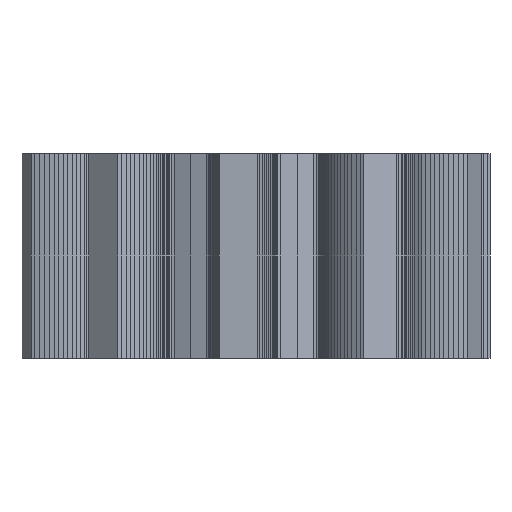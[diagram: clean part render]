
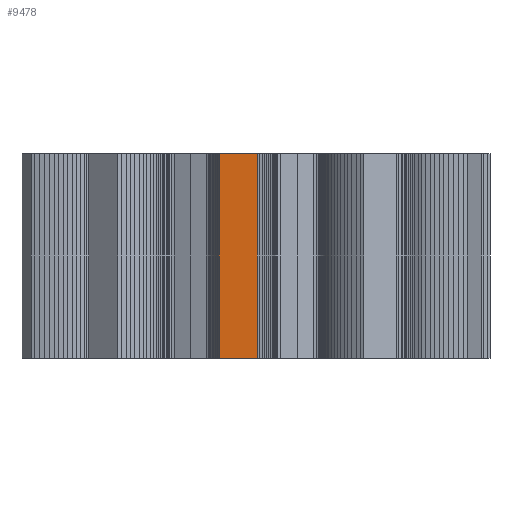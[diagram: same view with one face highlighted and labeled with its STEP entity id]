
A CAD part, front view. The second image highlights one B-rep face of the part: STEP entity #9478.
In plain terms, the highlighted planar face has unit normal (-0.075, -0.997, 0).
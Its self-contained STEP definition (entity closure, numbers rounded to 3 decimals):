
#405=PLANE('',#9961);
#862=FACE_OUTER_BOUND('',#1323,.T.);
#1323=EDGE_LOOP('',(#8814,#8815,#8816,#8817));
#1460=LINE('',#12466,#2813);
#2226=LINE('',#13999,#3579);
#2676=LINE('',#14897,#4029);
#2677=LINE('',#14899,#4030);
#2813=VECTOR('',#10122,10.);
#3579=VECTOR('',#10890,10.);
#4029=VECTOR('',#12106,10.);
#4030=VECTOR('',#12109,10.);
#4176=VERTEX_POINT('',#12463);
#4177=VERTEX_POINT('',#12465);
#4942=VERTEX_POINT('',#13996);
#4943=VERTEX_POINT('',#13998);
#5084=EDGE_CURVE('',#4176,#4177,#1460,.T.);
#5850=EDGE_CURVE('',#4943,#4942,#2226,.T.);
#6300=EDGE_CURVE('',#4942,#4177,#2676,.T.);
#6301=EDGE_CURVE('',#4943,#4176,#2677,.T.);
#8814=ORIENTED_EDGE('',*,*,#5850,.T.);
#8815=ORIENTED_EDGE('',*,*,#6300,.T.);
#8816=ORIENTED_EDGE('',*,*,#5084,.F.);
#8817=ORIENTED_EDGE('',*,*,#6301,.F.);
#9478=ADVANCED_FACE('',(#862),#405,.T.);
#9961=AXIS2_PLACEMENT_3D('',#14898,#12107,#12108);
#10122=DIRECTION('',(0.997,-0.075,0.));
#10890=DIRECTION('',(0.997,-0.075,0.));
#12106=DIRECTION('',(0.,0.,1.));
#12107=DIRECTION('center_axis',(-0.075,-0.997,
0.));
#12108=DIRECTION('ref_axis',(0.997,-0.075,0.));
#12109=DIRECTION('',(0.,0.,1.));
#12463=CARTESIAN_POINT('',(9.77,0.14,10.));
#12465=CARTESIAN_POINT('',(11.623,0.,10.));
#12466=CARTESIAN_POINT('',(9.77,0.14,10.));
#13996=CARTESIAN_POINT('',(11.623,0.,0.));
#13998=CARTESIAN_POINT('',(9.77,0.14,0.));
#13999=CARTESIAN_POINT('',(9.77,0.14,0.));
#14897=CARTESIAN_POINT('',(11.623,0.,0.));
#14898=CARTESIAN_POINT('Origin',(9.77,0.14,0.));
#14899=CARTESIAN_POINT('',(9.77,0.14,0.));
